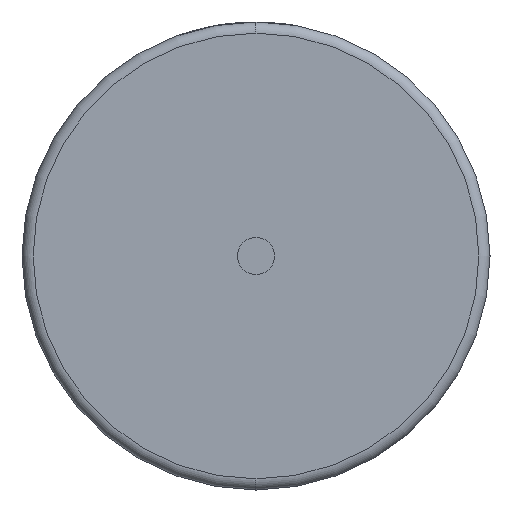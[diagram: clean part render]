
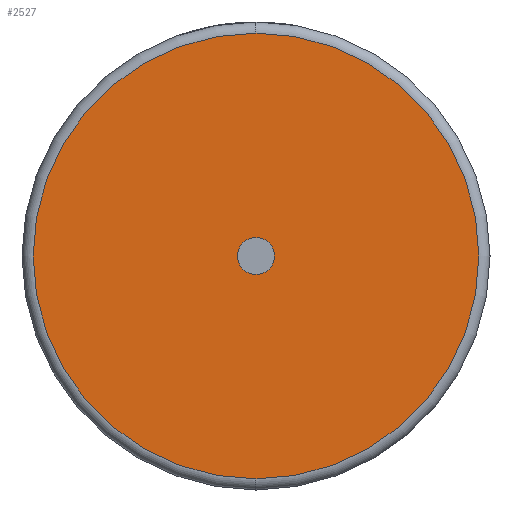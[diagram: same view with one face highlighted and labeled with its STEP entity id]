
A CAD part, left-side view. The second image highlights one B-rep face of the part: STEP entity #2527.
In plain terms, the highlighted planar face has unit normal (-1, 0, 0).
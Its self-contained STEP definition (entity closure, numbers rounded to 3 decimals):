
#20 = ORIENTED_EDGE ( 'NONE', *, *, #1346, .T. ) ;
#236 = DIRECTION ( 'NONE',  ( -1., 0., 0. ) ) ;
#355 = CARTESIAN_POINT ( 'NONE',  ( 0., 0., -5. ) ) ;
#400 = EDGE_CURVE ( 'NONE', #4046, #1022, #3183, .T. ) ;
#546 = AXIS2_PLACEMENT_3D ( 'NONE', #4358, #4761, #2202 ) ;
#640 = PLANE ( 'NONE',  #2718 ) ;
#677 = AXIS2_PLACEMENT_3D ( 'NONE', #4181, #3090, #2730 ) ;
#782 = EDGE_LOOP ( 'NONE', ( #3603, #3080 ) ) ;
#868 = CARTESIAN_POINT ( 'NONE',  ( 0., 0., 0.415 ) ) ;
#953 = DIRECTION ( 'NONE',  ( 0., 0., -1. ) ) ;
#1022 = VERTEX_POINT ( 'NONE', #2253 ) ;
#1071 = DIRECTION ( 'NONE',  ( -1., 0., 0. ) ) ;
#1124 = EDGE_LOOP ( 'NONE', ( #2290, #20 ) ) ;
#1333 = CIRCLE ( 'NONE', #2325, 0.415 ) ;
#1346 = EDGE_CURVE ( 'NONE', #1022, #4046, #4596, .T. ) ;
#1406 = EDGE_CURVE ( 'NONE', #2834, #3510, #1333, .T. ) ;
#1408 = CARTESIAN_POINT ( 'NONE',  ( 0., 0., 0. ) ) ;
#1737 = CARTESIAN_POINT ( 'NONE',  ( 0., 0., 0. ) ) ;
#1746 = CARTESIAN_POINT ( 'NONE',  ( 0., 0., 0. ) ) ;
#2202 = DIRECTION ( 'NONE',  ( 0., 0., -1. ) ) ;
#2253 = CARTESIAN_POINT ( 'NONE',  ( 0., 0., 5. ) ) ;
#2256 = FACE_BOUND ( 'NONE', #782, .T. ) ;
#2290 = ORIENTED_EDGE ( 'NONE', *, *, #400, .T. ) ;
#2325 = AXIS2_PLACEMENT_3D ( 'NONE', #1408, #1071, #4334 ) ;
#2527 = ADVANCED_FACE ( 'NONE', ( #4530, #2256 ), #640, .F. ) ;
#2718 = AXIS2_PLACEMENT_3D ( 'NONE', #1746, #4284, #2870 ) ;
#2730 = DIRECTION ( 'NONE',  ( 0., 0., -1. ) ) ;
#2788 = AXIS2_PLACEMENT_3D ( 'NONE', #1737, #236, #953 ) ;
#2834 = VERTEX_POINT ( 'NONE', #868 ) ;
#2870 = DIRECTION ( 'NONE',  ( 0., 0., -1. ) ) ;
#3080 = ORIENTED_EDGE ( 'NONE', *, *, #1406, .F. ) ;
#3090 = DIRECTION ( 'NONE',  ( -1., 0., 0. ) ) ;
#3183 = CIRCLE ( 'NONE', #677, 5. ) ;
#3358 = EDGE_CURVE ( 'NONE', #3510, #2834, #3934, .T. ) ;
#3510 = VERTEX_POINT ( 'NONE', #4035 ) ;
#3603 = ORIENTED_EDGE ( 'NONE', *, *, #3358, .F. ) ;
#3934 = CIRCLE ( 'NONE', #546, 0.415 ) ;
#4035 = CARTESIAN_POINT ( 'NONE',  ( 0., 0., -0.415 ) ) ;
#4046 = VERTEX_POINT ( 'NONE', #355 ) ;
#4181 = CARTESIAN_POINT ( 'NONE',  ( 0., 0., 0. ) ) ;
#4284 = DIRECTION ( 'NONE',  ( 1., 0., 0. ) ) ;
#4334 = DIRECTION ( 'NONE',  ( 0., 0., -1. ) ) ;
#4358 = CARTESIAN_POINT ( 'NONE',  ( 0., 0., 0. ) ) ;
#4530 = FACE_OUTER_BOUND ( 'NONE', #1124, .T. ) ;
#4596 = CIRCLE ( 'NONE', #2788, 5. ) ;
#4761 = DIRECTION ( 'NONE',  ( -1., 0., 0. ) ) ;
